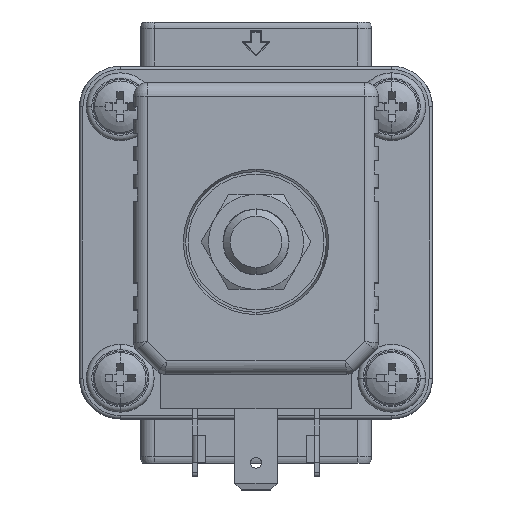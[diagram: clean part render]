
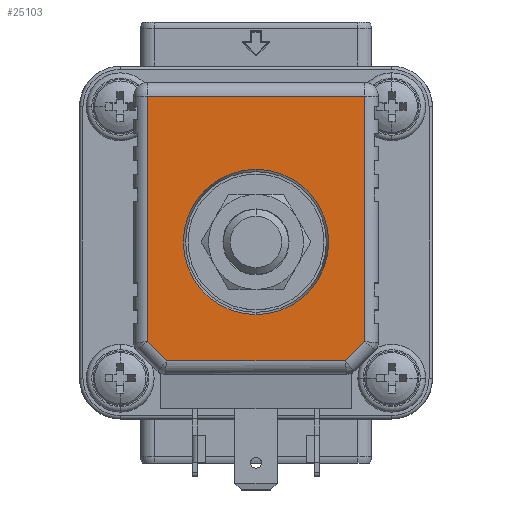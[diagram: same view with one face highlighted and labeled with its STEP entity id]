
A CAD part, top view. The second image highlights one B-rep face of the part: STEP entity #25103.
In plain terms, the highlighted face is planar.
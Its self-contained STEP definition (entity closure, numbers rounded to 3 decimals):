
#20694=DIRECTION('',(-1.,0.,0.));
#20695=VECTOR('',#20694,36.172);
#20696=CARTESIAN_POINT('',(21.5,34.5,-16.));
#20697=LINE('',#20696,#20695);
#20701=CARTESIAN_POINT('',(-14.672,34.5,-16.));
#21096=DIRECTION('',(0.,0.,-1.));
#21097=VECTOR('',#21096,32.);
#21098=CARTESIAN_POINT('',(21.5,34.5,16.));
#21099=LINE('',#21098,#21097);
#21248=DIRECTION('',(-0.707,0.,-0.707));
#21249=VECTOR('',#21248,4.);
#21250=CARTESIAN_POINT('',(-14.672,34.5,16.));
#21251=LINE('',#21250,#21249);
#21255=DIRECTION('',(0.707,0.,-0.707));
#21256=VECTOR('',#21255,4.);
#21257=CARTESIAN_POINT('',(-17.5,34.5,-13.172));
#21258=LINE('',#21257,#21256);
#21262=CARTESIAN_POINT('',(0.,34.5,0.));
#21263=DIRECTION('',(0.,1.,0.));
#21264=DIRECTION('',(1.,0.,0.));
#21265=AXIS2_PLACEMENT_3D('',#21262,#21263,#21264);
#21270=CARTESIAN_POINT('',(0.,34.5,0.));
#21271=DIRECTION('',(0.,1.,0.));
#21272=DIRECTION('',(-1.,0.,0.));
#21273=AXIS2_PLACEMENT_3D('',#21270,#21271,#21272);
#21417=CARTESIAN_POINT('',(-14.672,34.5,16.));
#21422=DIRECTION('',(1.,0.,0.));
#21423=VECTOR('',#21422,36.172);
#21424=CARTESIAN_POINT('',(-14.672,34.5,16.));
#21425=LINE('',#21424,#21423);
#22217=DIRECTION('',(0.,0.,1.));
#22218=VECTOR('',#22217,26.343);
#22219=CARTESIAN_POINT('',(-17.5,34.5,-13.172));
#22220=LINE('',#22219,#22218);
#23894=VERTEX_POINT('',#20701);
#23915=CARTESIAN_POINT('',(21.5,34.5,-16.));
#23916=VERTEX_POINT('',#23915);
#23927=CARTESIAN_POINT('',(21.5,34.5,16.));
#23928=VERTEX_POINT('',#23927);
#24014=VERTEX_POINT('',#21417);
#24072=CARTESIAN_POINT('',(10.706,34.5,0.));
#24073=VERTEX_POINT('',#24072);
#24074=CARTESIAN_POINT('',(-10.706,34.5,0.));
#24075=VERTEX_POINT('',#24074);
#24076=CARTESIAN_POINT('',(-17.5,34.5,13.172));
#24077=VERTEX_POINT('',#24076);
#24078=CARTESIAN_POINT('',(-17.5,34.5,-13.172));
#24079=VERTEX_POINT('',#24078);
#25081=CARTESIAN_POINT('',(23.5,34.5,-18.));
#25082=DIRECTION('',(0.,1.,0.));
#25083=DIRECTION('',(-1.,0.,0.));
#25084=AXIS2_PLACEMENT_3D('',#25081,#25082,#25083);
#25085=PLANE('',#25084);
#25087=ORIENTED_EDGE('',*,*,#25086,.T.);
#25089=ORIENTED_EDGE('',*,*,#25088,.F.);
#25090=ORIENTED_EDGE('',*,*,#25074,.T.);
#25091=ORIENTED_EDGE('',*,*,#24632,.F.);
#25092=ORIENTED_EDGE('',*,*,#24961,.F.);
#25094=ORIENTED_EDGE('',*,*,#25093,.F.);
#25095=EDGE_LOOP('',(#25087,#25089,#25090,#25091,#25092,#25094));
#25096=FACE_OUTER_BOUND('',#25095,.F.);
#25098=ORIENTED_EDGE('',*,*,#25097,.T.);
#25100=ORIENTED_EDGE('',*,*,#25099,.T.);
#25101=EDGE_LOOP('',(#25098,#25100));
#25102=FACE_BOUND('',#25101,.F.);
#25103=ADVANCED_FACE('',(#25096,#25102),#25085,.T.);
#21266=CIRCLE('',#21265,10.706);
#21274=CIRCLE('',#21273,10.706);
#24632=EDGE_CURVE('',#23916,#23894,#20697,.T.);
#24961=EDGE_CURVE('',#23928,#23916,#21099,.T.);
#25074=EDGE_CURVE('',#24079,#23894,#21258,.T.);
#25086=EDGE_CURVE('',#24014,#24077,#21251,.T.);
#25088=EDGE_CURVE('',#24079,#24077,#22220,.T.);
#25093=EDGE_CURVE('',#24014,#23928,#21425,.T.);
#25097=EDGE_CURVE('',#24073,#24075,#21266,.T.);
#25099=EDGE_CURVE('',#24075,#24073,#21274,.T.);
